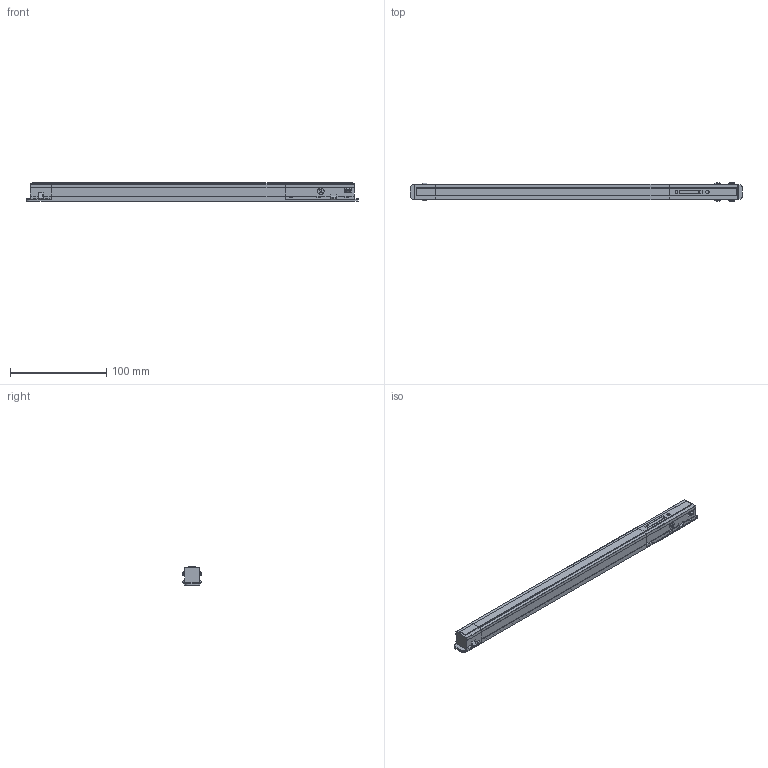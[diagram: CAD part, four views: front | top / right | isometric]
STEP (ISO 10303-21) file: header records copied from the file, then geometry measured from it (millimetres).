
FILE_DESCRIPTION(/* description */ (''),/* implementation_level */ '2;1');
FILE_NAME(/* name */ 'M0053.step',/* time_stamp */ '2025-12-29T11:03:11+01:00',/* author */ (''),/* organization */ (''),/* preprocessor_version */ 'ST-DEVELOPER v20.1',/* originating_system */ 'Autodesk Translation Framework v14.21.0.0',/* authorisation */ '');
FILE_SCHEMA (('AUTOMOTIVE_DESIGN { 1 0 10303 214 3 1 1 }'));
Products named in the file (1): M0053
Bounding box: 345.4 x 19.57 x 18.73 mm (x, y, z)
Volume: 62540.7 mm3; surface area: 56826.1 mm2
Topology: 25 solids, 25 shells, 3351 faces, 8349 edges, 5052 vertices
Faces by surface type: bspline 1448, cylinder 816, cone 732, plane 349, sphere 6
Full cylindrical faces by diameter (mm): 3.4 x1, 7 x1, 11 x12
Entity records: 169308 total; most frequent: CARTESIAN_POINT 102657, ORIENTED_EDGE 16682, DIRECTION 9481, EDGE_CURVE 8341, VERTEX_POINT 5052, B_SPLINE_CURVE_WITH_KNOTS 5040, AXIS2_PLACEMENT_3D 4276, EDGE_LOOP 3369
